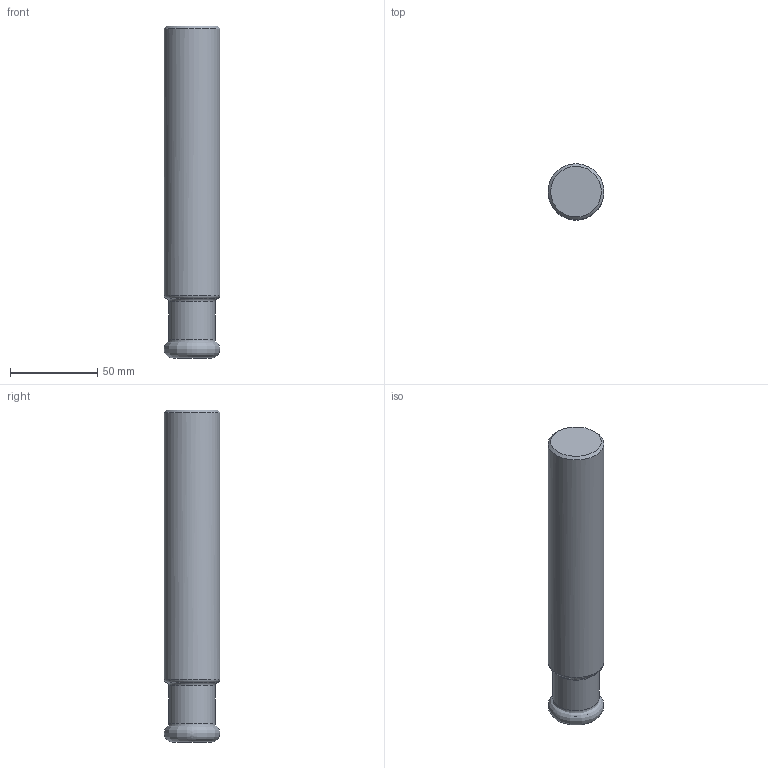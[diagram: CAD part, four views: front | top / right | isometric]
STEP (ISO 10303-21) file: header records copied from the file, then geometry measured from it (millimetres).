
FILE_DESCRIPTION(/* description */ (''),/* implementation_level */ '2;1');
FILE_NAME(/* name */ '1543835109816.stp',/* time_stamp */ '2018-12-03T16:35:35+05:00',/* author */ (''),/* organization */ ('SMS'),/* preprocessor_version */ 'ST-DEVELOPER v15',/* originating_system */ 'SIEMENS PLM Software NX 8.5',/* authorisation */ '');
FILE_SCHEMA (('AUTOMOTIVE_DESIGN { 1 0 10303 214 3 1 1 1 }'));
Length unit declared in the file: millimetre
Products named in the file (4): ASSEMBLY_CONSTRUCTION; 201862514mod000_00; 201951739mod000_00; 201951738mod000_00
Assembly tree (3 placements, depth 2):
  201951738mod000_00
    201951739mod000_00
    201862514mod000_00
    ASSEMBLY_CONSTRUCTION
Bounding box: 31.99 x 32 x 190 mm (x, y, z)
Volume: 149226.1 mm3; surface area: 22121.7 mm2
Topology: 2 solids, 2 shells, 15 faces, 32 edges, 32 vertices
Faces by surface type: torus 5, plane 3, revolution 2, cylinder 2, cone 2, bspline 1
Full cylindrical faces by diameter (mm): 26.394 x1, 31.992 x1
Entity records: 2193 total; most frequent: CARTESIAN_POINT 1712, DIRECTION 82, AXIS2_PLACEMENT_3D 40, EDGE_LOOP 26, ORIENTED_EDGE 26, STYLED_ITEM 26, PRESENTATION_STYLE_ASSIGNMENT 26, FACE_BOUND 25
